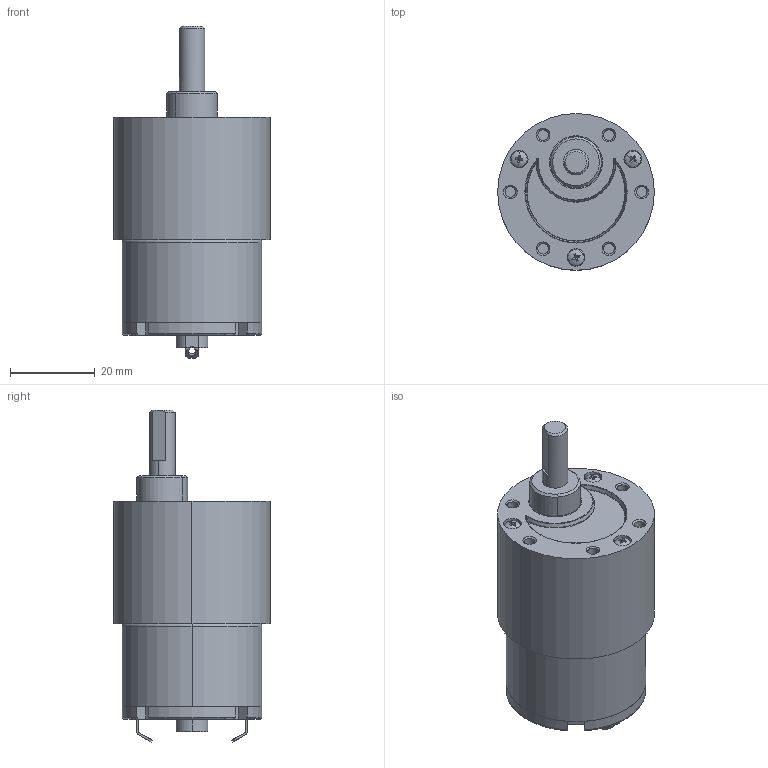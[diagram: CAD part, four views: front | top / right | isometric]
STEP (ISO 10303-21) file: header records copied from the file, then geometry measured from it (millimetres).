
FILE_DESCRIPTION (( 'STEP AP214' ), '1' );
FILE_NAME ('JGB37-520.STEP', '2017-03-27T00:27:00', ( '' ), ( '' ), 'SwSTEP 2.0', 'SolidWorks 2017', '' );
FILE_SCHEMA (( 'AUTOMOTIVE_DESIGN' ));
Length unit declared in the file: millimetre
Products named in the file (9): COUPLING BRACKET, GEARED BODY TO DC MOTOR, JGB37-520; PLASTIC COVER, DC MOTOR, JGB37-520; SHAFT COUPLER, JGB37-520; DC MOTOR, JGB37-520; GEARED BODY, MOTOR, JGB37-520; pan cross head_am_B18.6.7M - M2 x 0.4 x 25 Type I Cross Recessed PHMS --25N; CONNECTION, DC MOTOR, JGB37-520; MOTOR SHAFT, JGB37-520; JGB37-520
Assembly tree (11 placements, depth 2):
  JGB37-520
    GEARED BODY, MOTOR, JGB37-520
    DC MOTOR, JGB37-520
    MOTOR SHAFT, JGB37-520
    SHAFT COUPLER, JGB37-520
    COUPLING BRACKET, GEARED BODY TO DC MOTOR, JGB37-520
    PLASTIC COVER, DC MOTOR, JGB37-520
    CONNECTION, DC MOTOR, JGB37-520  x2
    pan cross head_am_B18.6.7M - M2 x 0.4 x 25 Type I Cross Recessed PHMS --25N  x3
Bounding box: 37 x 37 x 78.38 mm (x, y, z)
Volume: 16286.7 mm3; surface area: 20765.1 mm2
Topology: 11 solids, 11 shells, 317 faces, 761 edges, 477 vertices
Faces by surface type: plane 143, cylinder 107, cone 28, torus 27, sphere 8, bspline 4
Entity records: 8120 total; most frequent: CARTESIAN_POINT 1493, DIRECTION 1386, ORIENTED_EDGE 1204, EDGE_CURVE 602, AXIS2_PLACEMENT_3D 550, VERTEX_POINT 379, EDGE_LOOP 307, CIRCLE 290
